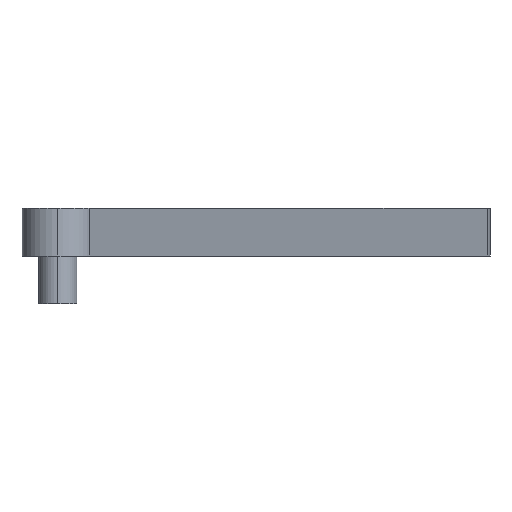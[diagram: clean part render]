
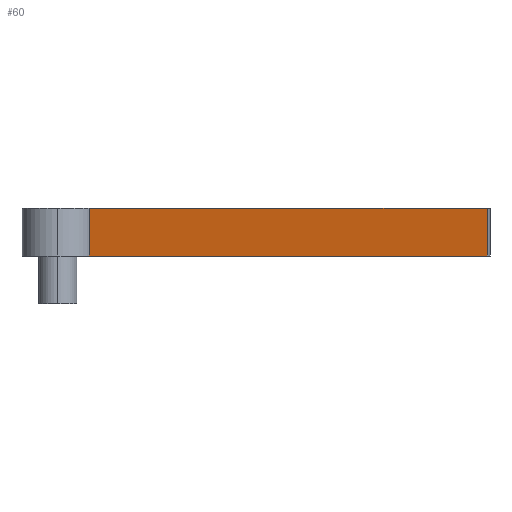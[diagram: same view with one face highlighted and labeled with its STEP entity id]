
A CAD part, left-side view. The second image highlights one B-rep face of the part: STEP entity #60.
In plain terms, the highlighted planar face has unit normal (-0.463, -0.886, 0).
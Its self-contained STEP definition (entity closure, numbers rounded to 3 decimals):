
#8 = EDGE_CURVE ( 'NONE', #78, #351, #244, .T. ) ;
#18 = CARTESIAN_POINT ( 'NONE',  ( -43.982, -90.052, 0. ) ) ;
#27 = EDGE_CURVE ( 'NONE', #351, #51, #248, .T. ) ;
#33 = CARTESIAN_POINT ( 'NONE',  ( -46.424, -88.775, 10. ) ) ;
#51 = VERTEX_POINT ( 'NONE', #18 ) ;
#60 = ADVANCED_FACE ( 'NONE', ( #196 ), #328, .F. ) ;
#75 = VECTOR ( 'NONE', #98, 1000. ) ;
#78 = VERTEX_POINT ( 'NONE', #298 ) ;
#83 = CARTESIAN_POINT ( 'NONE',  ( -203.476, -6.646, 10. ) ) ;
#84 = CARTESIAN_POINT ( 'NONE',  ( -43.982, -90.052, 10. ) ) ;
#95 = VECTOR ( 'NONE', #109, 1000. ) ;
#98 = DIRECTION ( 'NONE',  ( 0., 0., -1. ) ) ;
#101 = LINE ( 'NONE', #143, #95 ) ;
#109 = DIRECTION ( 'NONE',  ( 0.886, -0.463, 0. ) ) ;
#126 = LINE ( 'NONE', #83, #75 ) ;
#134 = CARTESIAN_POINT ( 'NONE',  ( -43.982, -90.052, 10. ) ) ;
#143 = CARTESIAN_POINT ( 'NONE',  ( -46.424, -88.775, 0. ) ) ;
#146 = EDGE_CURVE ( 'NONE', #335, #51, #101, .T. ) ;
#150 = CARTESIAN_POINT ( 'NONE',  ( -203.476, -6.646, 0. ) ) ;
#154 = EDGE_LOOP ( 'NONE', ( #329, #333, #334, #189 ) ) ;
#171 = CARTESIAN_POINT ( 'NONE',  ( -46.424, -88.775, 10. ) ) ;
#172 = DIRECTION ( 'NONE',  ( 0.886, -0.463, 0. ) ) ;
#189 = ORIENTED_EDGE ( 'NONE', *, *, #198, .T. ) ;
#191 = DIRECTION ( 'NONE',  ( 0., 0., -1. ) ) ;
#196 = FACE_OUTER_BOUND ( 'NONE', #154, .T. ) ;
#198 = EDGE_CURVE ( 'NONE', #78, #335, #126, .T. ) ;
#215 = VECTOR ( 'NONE', #191, 1000. ) ;
#239 = VECTOR ( 'NONE', #172, 1000. ) ;
#244 = LINE ( 'NONE', #171, #239 ) ;
#248 = LINE ( 'NONE', #84, #215 ) ;
#295 = AXIS2_PLACEMENT_3D ( 'NONE', #33, #324, #322 ) ;
#298 = CARTESIAN_POINT ( 'NONE',  ( -203.476, -6.646, 10. ) ) ;
#322 = DIRECTION ( 'NONE',  ( -0.886, 0.463, 0. ) ) ;
#324 = DIRECTION ( 'NONE',  ( 0.463, 0.886, 0. ) ) ;
#328 = PLANE ( 'NONE',  #295 ) ;
#329 = ORIENTED_EDGE ( 'NONE', *, *, #146, .T. ) ;
#333 = ORIENTED_EDGE ( 'NONE', *, *, #27, .F. ) ;
#334 = ORIENTED_EDGE ( 'NONE', *, *, #8, .F. ) ;
#335 = VERTEX_POINT ( 'NONE', #150 ) ;
#351 = VERTEX_POINT ( 'NONE', #134 ) ;
